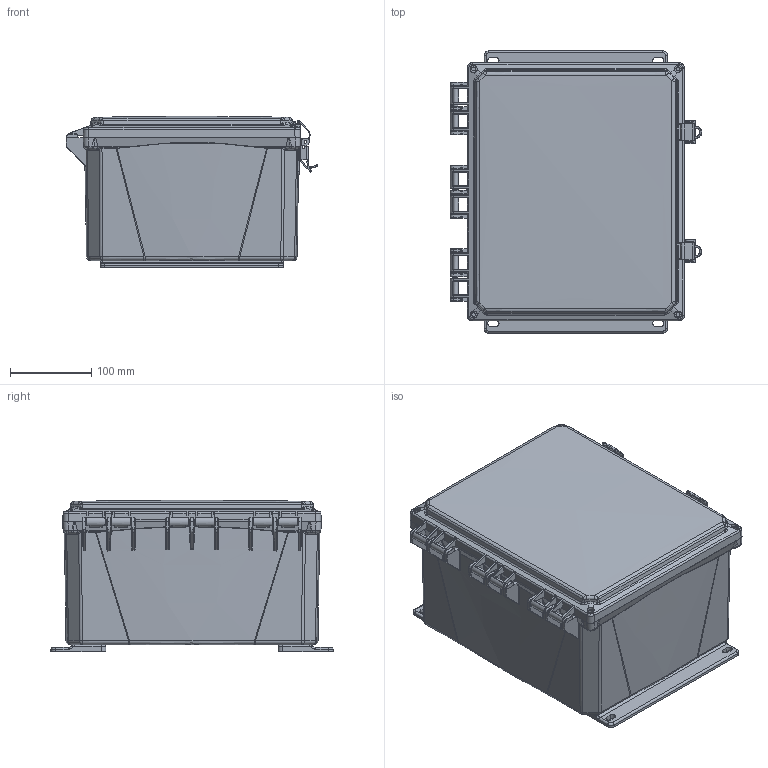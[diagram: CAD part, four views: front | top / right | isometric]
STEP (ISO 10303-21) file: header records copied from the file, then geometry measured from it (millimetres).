
FILE_DESCRIPTION (( 'STEP AP214' ), '1' );
FILE_NAME ('TEBWPC121006_3D.STEP', '2021-09-30T14:29:57', ( '' ), ( '' ), 'SwSTEP 2.0', 'SolidWorks 2021', '' );
FILE_SCHEMA (( 'AUTOMOTIVE_DESIGN' ));
Length unit declared in the file: inch
Products named in the file (5): NBPC121006_10in. mtg flange; NBPC121006_latch; NBPC121006_box; TEBWPC121006_3D; NBPC121006_lid
Assembly tree (6 placements, depth 2):
  TEBWPC121006_3D
    NBPC121006_box
    NBPC121006_latch  x2
    NBPC121006_lid
    NBPC121006_10in. mtg flange  x2
Bounding box: 309.85 x 347.73 x 186.69 mm (x, y, z)
Volume: 1629582.5 mm3; surface area: 876727.5 mm2
Topology: 10 solids, 10 shells, 3770 faces, 9421 edges, 5499 vertices
Faces by surface type: cylinder 1500, bspline 1235, plane 927, cone 104, torus 4
Full cylindrical faces by diameter (mm): 3.302 x12, 4.064 x8, 4.496 x4, 6.147 x6, 10.414 x2
Entity records: 151297 total; most frequent: CARTESIAN_POINT 88707, ORIENTED_EDGE 13976, DIRECTION 8313, EDGE_CURVE 6988, VERTEX_POINT 4211, EDGE_LOOP 3103, FACE_OUTER_BOUND 2951, ADVANCED_FACE 2916
